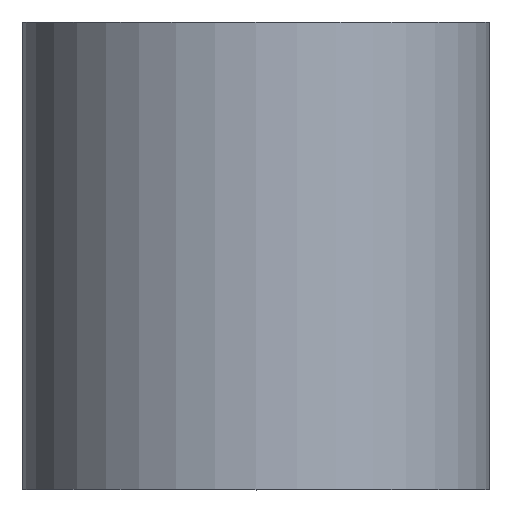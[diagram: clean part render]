
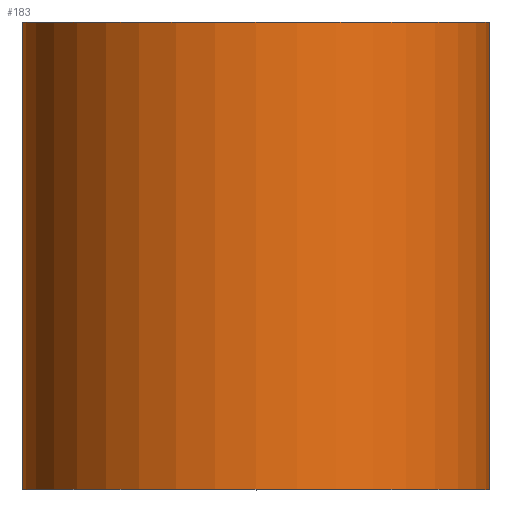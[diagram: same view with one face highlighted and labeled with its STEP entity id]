
A CAD part, top view. The second image highlights one B-rep face of the part: STEP entity #183.
In plain terms, the highlighted cylindrical face has radius 4.504 mm (diameter 9.008 mm), a partial arc.
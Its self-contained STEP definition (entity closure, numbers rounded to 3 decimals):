
#37=CARTESIAN_POINT('',(0.,-0.004,0.));
#38=DIRECTION('',(0.,-1.,0.));
#39=DIRECTION('',(1.,0.,0.));
#40=AXIS2_PLACEMENT_3D('',#37,#38,#39);
#42=DIRECTION('',(0.,1.,0.));
#43=VECTOR('',#42,9.008);
#44=CARTESIAN_POINT('',(4.504,-0.004,0.));
#45=LINE('',#44,#43);
#46=DIRECTION('',(0.,1.,0.));
#47=VECTOR('',#46,9.008);
#48=CARTESIAN_POINT('',(-4.504,-0.004,0.));
#49=LINE('',#48,#47);
#60=CARTESIAN_POINT('',(0.,9.004,0.));
#61=DIRECTION('',(0.,-1.,0.));
#62=DIRECTION('',(1.,0.,0.));
#63=AXIS2_PLACEMENT_3D('',#60,#61,#62);
#75=CARTESIAN_POINT('',(4.504,-0.004,0.));
#76=CARTESIAN_POINT('',(4.504,9.004,0.));
#77=VERTEX_POINT('',#75);
#78=VERTEX_POINT('',#76);
#79=CARTESIAN_POINT('',(-4.504,-0.004,0.));
#80=CARTESIAN_POINT('',(-4.504,9.004,0.));
#81=VERTEX_POINT('',#79);
#82=VERTEX_POINT('',#80);
#169=CARTESIAN_POINT('',(0.,9.45,0.));
#170=DIRECTION('',(0.,-1.,0.));
#171=DIRECTION('',(-1.,0.,0.));
#172=AXIS2_PLACEMENT_3D('',#169,#170,#171);
#173=CYLINDRICAL_SURFACE('',#172,4.504);
#175=ORIENTED_EDGE('',*,*,#174,.F.);
#176=ORIENTED_EDGE('',*,*,#158,.T.);
#178=ORIENTED_EDGE('',*,*,#177,.T.);
#180=ORIENTED_EDGE('',*,*,#179,.F.);
#181=EDGE_LOOP('',(#175,#176,#178,#180));
#182=FACE_OUTER_BOUND('',#181,.F.);
#183=ADVANCED_FACE('',(#182),#173,.T.);
#41=CIRCLE('',#40,4.504);
#64=CIRCLE('',#63,4.504);
#158=EDGE_CURVE('',#77,#81,#41,.T.);
#174=EDGE_CURVE('',#77,#78,#45,.T.);
#177=EDGE_CURVE('',#81,#82,#49,.T.);
#179=EDGE_CURVE('',#78,#82,#64,.T.);
